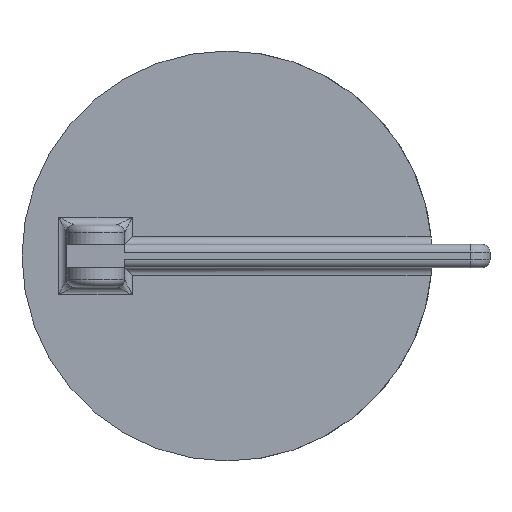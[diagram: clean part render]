
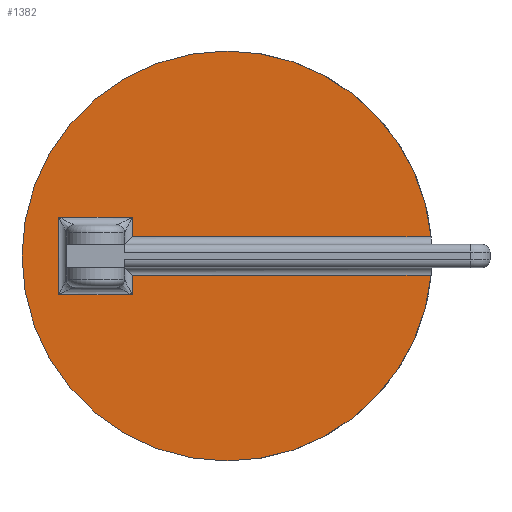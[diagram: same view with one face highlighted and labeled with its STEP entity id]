
A CAD part, front view. The second image highlights one B-rep face of the part: STEP entity #1382.
In plain terms, the highlighted planar face has unit normal (0, -1, 0).
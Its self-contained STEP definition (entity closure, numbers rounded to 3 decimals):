
#18 = DIRECTION ( 'NONE',  ( 1., 0., 0. ) ) ;
#32 = EDGE_CURVE ( 'NONE', #276, #1651, #309, .T. ) ;
#61 = DIRECTION ( 'NONE',  ( 0., 1., 0. ) ) ;
#123 = CARTESIAN_POINT ( 'NONE',  ( -24.5, 0., -5. ) ) ;
#145 = LINE ( 'NONE', #946, #255 ) ;
#162 = ORIENTED_EDGE ( 'NONE', *, *, #1801, .T. ) ;
#181 = DIRECTION ( 'NONE',  ( 0., 0., -1. ) ) ;
#183 = ORIENTED_EDGE ( 'NONE', *, *, #1228, .F. ) ;
#204 = ORIENTED_EDGE ( 'NONE', *, *, #220, .T. ) ;
#206 = CARTESIAN_POINT ( 'NONE',  ( -24.5, 0., 0. ) ) ;
#209 = LINE ( 'NONE', #654, #1315 ) ;
#213 = ORIENTED_EDGE ( 'NONE', *, *, #442, .T. ) ;
#218 = CARTESIAN_POINT ( 'NONE',  ( 0., 0., 0. ) ) ;
#220 = EDGE_CURVE ( 'NONE', #1073, #623, #341, .T. ) ;
#255 = VECTOR ( 'NONE', #18, 1000. ) ;
#272 = ORIENTED_EDGE ( 'NONE', *, *, #1940, .T. ) ;
#276 = VERTEX_POINT ( 'NONE', #1079 ) ;
#302 = CARTESIAN_POINT ( 'NONE',  ( -24.5, 0., -10. ) ) ;
#309 = CIRCLE ( 'NONE', #1425, 53. ) ;
#312 = CARTESIAN_POINT ( 'NONE',  ( -24.5, 0., 0. ) ) ;
#334 = ORIENTED_EDGE ( 'NONE', *, *, #1143, .T. ) ;
#341 = LINE ( 'NONE', #312, #1209 ) ;
#366 = CARTESIAN_POINT ( 'NONE',  ( -24.5, 0., 5. ) ) ;
#369 = VECTOR ( 'NONE', #1287, 1000. ) ;
#373 = VERTEX_POINT ( 'NONE', #123 ) ;
#430 = AXIS2_PLACEMENT_3D ( 'NONE', #453, #765, #1703 ) ;
#442 = EDGE_CURVE ( 'NONE', #869, #1073, #145, .T. ) ;
#453 = CARTESIAN_POINT ( 'NONE',  ( 0., 0., 0. ) ) ;
#477 = VECTOR ( 'NONE', #815, 1000. ) ;
#582 = EDGE_CURVE ( 'NONE', #767, #373, #1896, .T. ) ;
#610 = DIRECTION ( 'NONE',  ( 1., 0., 0. ) ) ;
#623 = VERTEX_POINT ( 'NONE', #366 ) ;
#651 = DIRECTION ( 'NONE',  ( 0., 0., 1. ) ) ;
#654 = CARTESIAN_POINT ( 'NONE',  ( -41.5, 0., -10. ) ) ;
#765 = DIRECTION ( 'NONE',  ( 0., 1., 0. ) ) ;
#766 = EDGE_CURVE ( 'NONE', #373, #1093, #1584, .T. ) ;
#767 = VERTEX_POINT ( 'NONE', #1421 ) ;
#815 = DIRECTION ( 'NONE',  ( 0., 0., -1. ) ) ;
#820 = VECTOR ( 'NONE', #1161, 1000. ) ;
#821 = VERTEX_POINT ( 'NONE', #1894 ) ;
#827 = DIRECTION ( 'NONE',  ( 0., 0., 1. ) ) ;
#850 = ORIENTED_EDGE ( 'NONE', *, *, #766, .T. ) ;
#869 = VERTEX_POINT ( 'NONE', #1179 ) ;
#871 = CIRCLE ( 'NONE', #1036, 53. ) ;
#946 = CARTESIAN_POINT ( 'NONE',  ( 0., 0., 10. ) ) ;
#981 = CIRCLE ( 'NONE', #1416, 53. ) ;
#1036 = AXIS2_PLACEMENT_3D ( 'NONE', #218, #1737, #827 ) ;
#1073 = VERTEX_POINT ( 'NONE', #1860 ) ;
#1079 = CARTESIAN_POINT ( 'NONE',  ( 0., 0., -53. ) ) ;
#1093 = VERTEX_POINT ( 'NONE', #302 ) ;
#1113 = CARTESIAN_POINT ( 'NONE',  ( -43.5, 0., -10. ) ) ;
#1143 = EDGE_CURVE ( 'NONE', #1248, #869, #1269, .T. ) ;
#1161 = DIRECTION ( 'NONE',  ( -1., 0., 0. ) ) ;
#1179 = CARTESIAN_POINT ( 'NONE',  ( -43.5, 0., 10. ) ) ;
#1209 = VECTOR ( 'NONE', #181, 1000. ) ;
#1228 = EDGE_CURVE ( 'NONE', #767, #276, #981, .T. ) ;
#1248 = VERTEX_POINT ( 'NONE', #1113 ) ;
#1269 = LINE ( 'NONE', #1753, #369 ) ;
#1283 = CARTESIAN_POINT ( 'NONE',  ( 0., 0., 0. ) ) ;
#1287 = DIRECTION ( 'NONE',  ( 0., 0., 1. ) ) ;
#1315 = VECTOR ( 'NONE', #1614, 1000. ) ;
#1362 = ORIENTED_EDGE ( 'NONE', *, *, #582, .T. ) ;
#1368 = EDGE_LOOP ( 'NONE', ( #183, #1362, #850, #272, #334, #213, #204, #162, #1437, #1807 ) ) ;
#1382 = ADVANCED_FACE ( 'NONE', ( #1839 ), #1663, .F. ) ;
#1416 = AXIS2_PLACEMENT_3D ( 'NONE', #1442, #61, #651 ) ;
#1421 = CARTESIAN_POINT ( 'NONE',  ( 52.764, 0., -5. ) ) ;
#1425 = AXIS2_PLACEMENT_3D ( 'NONE', #1283, #1598, #1886 ) ;
#1437 = ORIENTED_EDGE ( 'NONE', *, *, #1864, .F. ) ;
#1442 = CARTESIAN_POINT ( 'NONE',  ( 0., 0., 0. ) ) ;
#1584 = LINE ( 'NONE', #206, #477 ) ;
#1598 = DIRECTION ( 'NONE',  ( 0., 1., 0. ) ) ;
#1614 = DIRECTION ( 'NONE',  ( -1., 0., 0. ) ) ;
#1651 = VERTEX_POINT ( 'NONE', #1772 ) ;
#1663 = PLANE ( 'NONE',  #430 ) ;
#1698 = CARTESIAN_POINT ( 'NONE',  ( 0., 0., 5. ) ) ;
#1703 = DIRECTION ( 'NONE',  ( 0., 0., 1. ) ) ;
#1737 = DIRECTION ( 'NONE',  ( 0., 1., 0. ) ) ;
#1743 = CARTESIAN_POINT ( 'NONE',  ( -26.5, 0., -5. ) ) ;
#1753 = CARTESIAN_POINT ( 'NONE',  ( -43.5, 0., 8. ) ) ;
#1772 = CARTESIAN_POINT ( 'NONE',  ( 0., 0., 53. ) ) ;
#1801 = EDGE_CURVE ( 'NONE', #623, #821, #1862, .T. ) ;
#1807 = ORIENTED_EDGE ( 'NONE', *, *, #32, .F. ) ;
#1839 = FACE_OUTER_BOUND ( 'NONE', #1368, .T. ) ;
#1860 = CARTESIAN_POINT ( 'NONE',  ( -24.5, 0., 10. ) ) ;
#1862 = LINE ( 'NONE', #1698, #1870 ) ;
#1864 = EDGE_CURVE ( 'NONE', #1651, #821, #871, .T. ) ;
#1870 = VECTOR ( 'NONE', #610, 1000. ) ;
#1886 = DIRECTION ( 'NONE',  ( 0., 0., 1. ) ) ;
#1894 = CARTESIAN_POINT ( 'NONE',  ( 52.764, 0., 5. ) ) ;
#1896 = LINE ( 'NONE', #1743, #820 ) ;
#1940 = EDGE_CURVE ( 'NONE', #1093, #1248, #209, .T. ) ;
